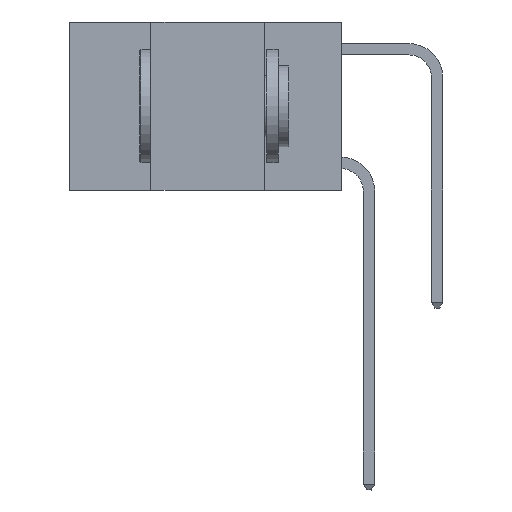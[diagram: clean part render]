
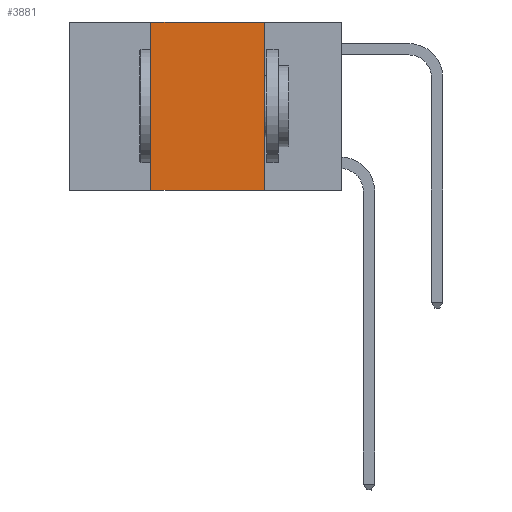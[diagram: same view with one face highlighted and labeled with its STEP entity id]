
A CAD part, left-side view. The second image highlights one B-rep face of the part: STEP entity #3881.
In plain terms, the highlighted planar face has unit normal (-1, 0, 0).
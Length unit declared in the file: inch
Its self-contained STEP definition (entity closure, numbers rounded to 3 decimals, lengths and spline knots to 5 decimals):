
#485 = CARTESIAN_POINT ( 'NONE',  ( 0., 0.6, -0.37 ) ) ;
#868 = LINE ( 'NONE', #485, #11710 ) ;
#986 = CARTESIAN_POINT ( 'NONE',  ( 0., 0.6, 0. ) ) ;
#1061 = DIRECTION ( 'NONE',  ( 0., 0., 1. ) ) ;
#1113 = CARTESIAN_POINT ( 'NONE',  ( 0., 0.42, 0. ) ) ;
#1543 = CARTESIAN_POINT ( 'NONE',  ( 0., 0.17, -0.37 ) ) ;
#1661 = DIRECTION ( 'NONE',  ( 0., -1., 0. ) ) ;
#1769 = VECTOR ( 'NONE', #1061, 39.37008 ) ;
#1801 = CARTESIAN_POINT ( 'NONE',  ( 0., 0.6, 0. ) ) ;
#1867 = EDGE_CURVE ( 'NONE', #4344, #13187, #2968, .T. ) ;
#2640 = CARTESIAN_POINT ( 'NONE',  ( 0., 0.42, 0. ) ) ;
#2805 = ORIENTED_EDGE ( 'NONE', *, *, #5984, .F. ) ;
#2953 = VERTEX_POINT ( 'NONE', #2640 ) ;
#2968 = LINE ( 'NONE', #5470, #13691 ) ;
#3881 = ADVANCED_FACE ( 'NONE', ( #11190 ), #4287, .F. ) ;
#4287 = PLANE ( 'NONE',  #10358 ) ;
#4344 = VERTEX_POINT ( 'NONE', #6546 ) ;
#5470 = CARTESIAN_POINT ( 'NONE',  ( 0., 0.17, 0. ) ) ;
#5500 = VECTOR ( 'NONE', #1661, 39.37008 ) ;
#5984 = EDGE_CURVE ( 'NONE', #2953, #4344, #6556, .T. ) ;
#6546 = CARTESIAN_POINT ( 'NONE',  ( 0., 0.17, 0. ) ) ;
#6556 = LINE ( 'NONE', #1801, #5500 ) ;
#7609 = ORIENTED_EDGE ( 'NONE', *, *, #9296, .T. ) ;
#7620 = EDGE_CURVE ( 'NONE', #9446, #2953, #13855, .T. ) ;
#8118 = DIRECTION ( 'NONE',  ( 0., -1., 0. ) ) ;
#9296 = EDGE_CURVE ( 'NONE', #9446, #13187, #868, .T. ) ;
#9446 = VERTEX_POINT ( 'NONE', #11824 ) ;
#9654 = ORIENTED_EDGE ( 'NONE', *, *, #7620, .F. ) ;
#10358 = AXIS2_PLACEMENT_3D ( 'NONE', #986, #11059, #13165 ) ;
#11059 = DIRECTION ( 'NONE',  ( 1., 0., 0. ) ) ;
#11190 = FACE_OUTER_BOUND ( 'NONE', #12542, .T. ) ;
#11710 = VECTOR ( 'NONE', #8118, 39.37008 ) ;
#11824 = CARTESIAN_POINT ( 'NONE',  ( 0., 0.42, -0.37 ) ) ;
#12542 = EDGE_LOOP ( 'NONE', ( #12785, #2805, #9654, #7609 ) ) ;
#12785 = ORIENTED_EDGE ( 'NONE', *, *, #1867, .F. ) ;
#13165 = DIRECTION ( 'NONE',  ( 0., 0., -1. ) ) ;
#13187 = VERTEX_POINT ( 'NONE', #1543 ) ;
#13691 = VECTOR ( 'NONE', #14378, 39.37008 ) ;
#13855 = LINE ( 'NONE', #1113, #1769 ) ;
#14378 = DIRECTION ( 'NONE',  ( 0., 0., -1. ) ) ;
